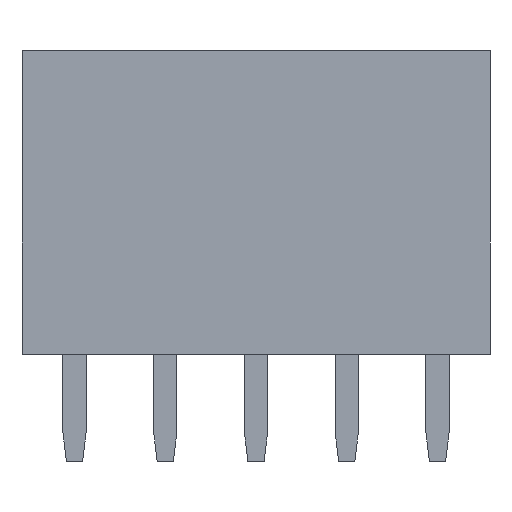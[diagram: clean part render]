
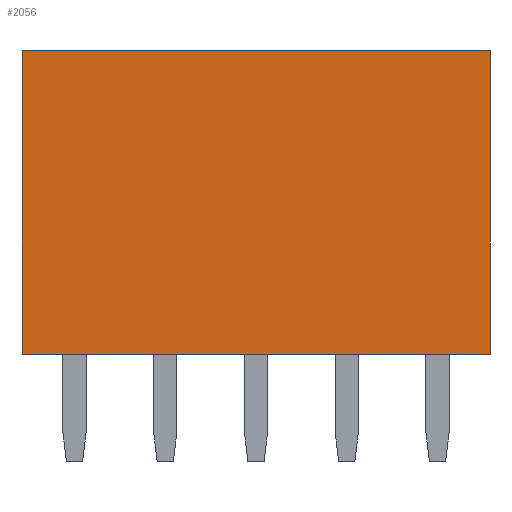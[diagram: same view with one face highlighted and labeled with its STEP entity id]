
A CAD part, front view. The second image highlights one B-rep face of the part: STEP entity #2056.
In plain terms, the highlighted planar face has unit normal (0, -1, 0).
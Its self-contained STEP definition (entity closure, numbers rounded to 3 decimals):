
#70=CARTESIAN_POINT('',(6.55,-2.5,8.5));
#71=VERTEX_POINT('',#70);
#72=CARTESIAN_POINT('',(-6.55,-2.5,8.5));
#73=VERTEX_POINT('',#72);
#74=CARTESIAN_POINT('',(6.55,-2.5,8.5));
#75=DIRECTION('',(-1.0,0.0,0.0));
#76=VECTOR('',#75,13.1);
#77=LINE('',#74,#76);
#78=EDGE_CURVE('',#71,#73,#77,.T.);
#450=CARTESIAN_POINT('',(-6.55,-2.5,0.0));
#451=VERTEX_POINT('',#450);
#460=CARTESIAN_POINT('',(-6.55,-2.5,0.0));
#461=DIRECTION('',(0.0,0.0,1.0));
#462=VECTOR('',#461,8.5);
#463=LINE('',#460,#462);
#464=EDGE_CURVE('',#451,#73,#463,.T.);
#1993=CARTESIAN_POINT('',(6.55,-2.5,0.0));
#1994=VERTEX_POINT('',#1993);
#1995=CARTESIAN_POINT('',(6.55,-2.5,0.0));
#1996=DIRECTION('',(0.0,0.0,1.0));
#1997=VECTOR('',#1996,8.5);
#1998=LINE('',#1995,#1997);
#1999=EDGE_CURVE('',#1994,#71,#1998,.T.);
#2017=CARTESIAN_POINT('',(6.55,-2.5,0.0));
#2018=DIRECTION('',(-1.0,0.0,0.0));
#2019=VECTOR('',#2018,13.1);
#2020=LINE('',#2017,#2019);
#2021=EDGE_CURVE('',#1994,#451,#2020,.T.);
#2045=CARTESIAN_POINT('',(-7.205,-2.5,-0.425));
#2046=DIRECTION('',(0.0,-1.0,0.0));
#2047=DIRECTION('',(1.0,0.0,0.0));
#2048=AXIS2_PLACEMENT_3D('',#2045,#2046,#2047);
#2049=PLANE('',#2048);
#2050=ORIENTED_EDGE('',*,*,#464,.F.);
#2051=ORIENTED_EDGE('',*,*,#2021,.F.);
#2052=ORIENTED_EDGE('',*,*,#1999,.T.);
#2053=ORIENTED_EDGE('',*,*,#78,.T.);
#2054=EDGE_LOOP('',(#2050,#2051,#2052,#2053));
#2055=FACE_OUTER_BOUND('',#2054,.T.);
#2056=ADVANCED_FACE('',(#2055),#2049,.T.);
